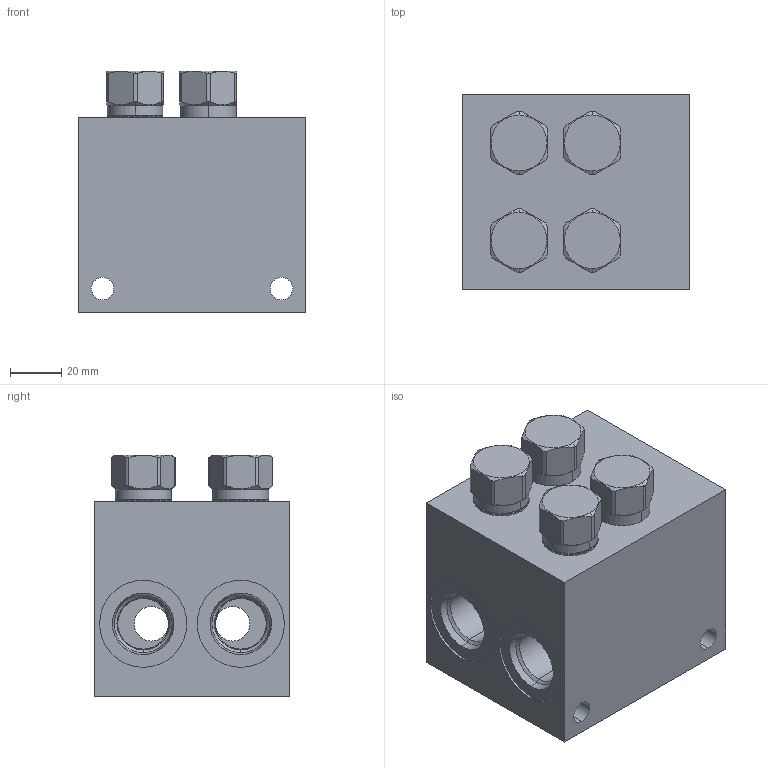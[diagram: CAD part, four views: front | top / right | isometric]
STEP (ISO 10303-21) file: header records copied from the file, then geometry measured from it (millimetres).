
FILE_DESCRIPTION((''),'2;1');
FILE_NAME('EPK_ASM','2022-04-07T',('ProEService'),(''),'PRO/ENGINEER BY PARAMETRIC TECHNOLOGY CORPORATION, 2014200','PRO/ENGINEER BY PARAMETRIC TECHNOLOGY CORPORATION, 2014200','');
FILE_SCHEMA(('CONFIG_CONTROL_DESIGN'));
Length unit declared in the file: inch
Products named in the file (4): 150-835-004; CXCDXAN; CXDAXAN; EPK_ASM
Assembly tree (5 placements, depth 2):
  EPK_ASM
    150-835-004
    CXCDXAN  x2
    CXDAXAN  x2
Bounding box: 88.9 x 76.2 x 94.46 mm (x, y, z)
Volume: 440006.3 mm3; surface area: 90524.4 mm2
Topology: 9 solids, 11 shells, 1261 faces, 3554 edges, 2511 vertices
Faces by surface type: cylinder 578, cone 264, plane 239, torus 120, bspline 36, revolution 24
Entity records: 30297 total; most frequent: CARTESIAN_POINT 10776, DIRECTION 4055, ORIENTED_EDGE 3696, EDGE_CURVE 1848, AXIS2_PLACEMENT_3D 1547, VERTEX_POINT 1150, VECTOR 949, LINE 949
